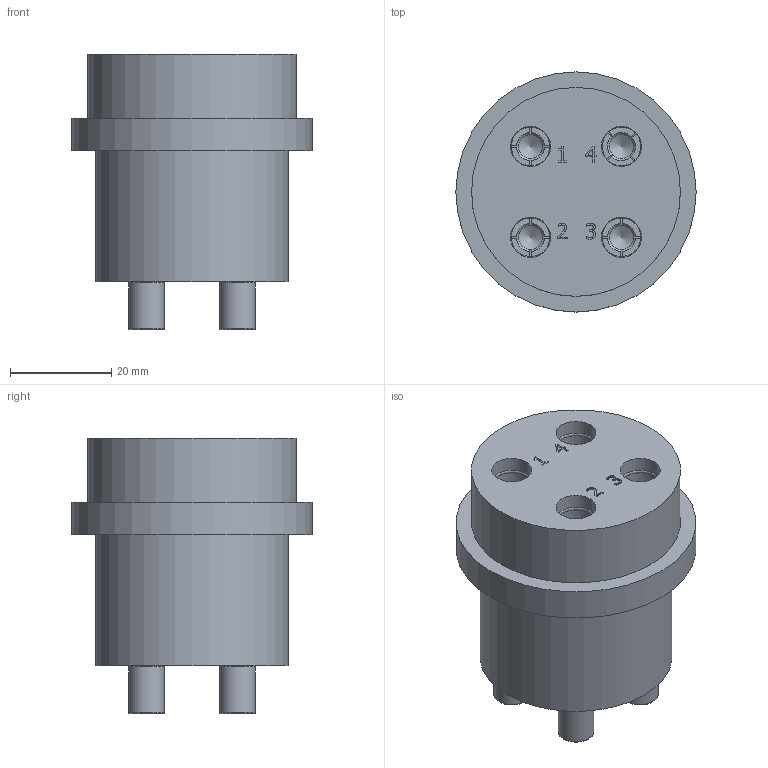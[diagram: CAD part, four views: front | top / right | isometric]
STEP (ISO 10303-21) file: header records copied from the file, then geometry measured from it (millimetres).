
FILE_DESCRIPTION(/* description */ (''),/* implementation_level */ '2;1');
FILE_NAME(/* name */ 'HPAT4F.stp',/* time_stamp */ '2015-10-06T09:31:52+02:00',/* author */ ('sh'),/* organization */ (''),/* preprocessor_version */ 'ST-DEVELOPER v15.2',/* originating_system */ 'Autodesk Inventor 2014',/* authorisation */ '');
FILE_SCHEMA (('AUTOMOTIVE_DESIGN { 1 0 10303 214 3 1 1 }'));
Length unit declared in the file: inch
Products named in the file (1): HPAT4F
Bounding box: 47.5 x 47.5 x 54.51 mm (x, y, z)
Volume: 56635.1 mm3; surface area: 16612.7 mm2
Topology: 5 solids, 5 shells, 265 faces, 676 edges, 438 vertices
Faces by surface type: plane 127, cylinder 43, torus 36, bspline 31, cone 28
Full cylindrical faces by diameter (mm): 4.75 x4, 4.765 x4, 5.334 x4, 7.087 x4, 7.899 x4, 7.937 x10, 7.938 x10, 38.1 x1, 41.3 x1, 47.498 x1
Entity records: 7680 total; most frequent: CARTESIAN_POINT 1816, DIRECTION 1109, ORIENTED_EDGE 1098, EDGE_CURVE 549, AXIS2_PLACEMENT_3D 417, VERTEX_POINT 400, EDGE_LOOP 371, LINE 275
